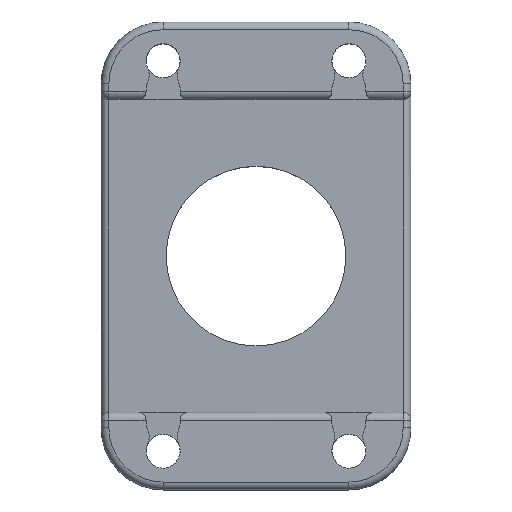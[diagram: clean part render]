
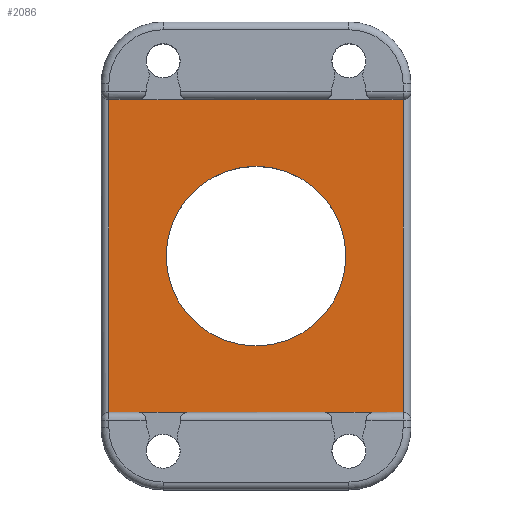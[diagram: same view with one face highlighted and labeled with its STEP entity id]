
A CAD part, top view. The second image highlights one B-rep face of the part: STEP entity #2086.
In plain terms, the highlighted planar face has unit normal (0, 0, 1).
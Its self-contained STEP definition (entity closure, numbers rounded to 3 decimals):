
#20=FACE_BOUND('',#325,.T.);
#86=PLANE('',#2338);
#202=FACE_OUTER_BOUND('',#324,.T.);
#324=EDGE_LOOP('',(#1891,#1892,#1893,#1894));
#325=EDGE_LOOP('',(#1895));
#360=LINE('',#3107,#527);
#410=LINE('',#3290,#577);
#415=LINE('',#3326,#582);
#474=LINE('',#3701,#641);
#527=VECTOR('',#2424,10.);
#577=VECTOR('',#2592,10.);
#582=VECTOR('',#2635,10.);
#641=VECTOR('',#2918,10.);
#782=CIRCLE('',#2339,5.8);
#818=VERTEX_POINT('',#3104);
#819=VERTEX_POINT('',#3106);
#893=VERTEX_POINT('',#3289);
#905=VERTEX_POINT('',#3325);
#972=VERTEX_POINT('',#3761);
#1018=EDGE_CURVE('',#819,#818,#360,.T.);
#1109=EDGE_CURVE('',#893,#818,#410,.T.);
#1127=EDGE_CURVE('',#819,#905,#415,.T.);
#1252=EDGE_CURVE('',#893,#905,#474,.T.);
#1280=EDGE_CURVE('',#972,#972,#782,.T.);
#1891=ORIENTED_EDGE('',*,*,#1127,.F.);
#1892=ORIENTED_EDGE('',*,*,#1018,.T.);
#1893=ORIENTED_EDGE('',*,*,#1109,.F.);
#1894=ORIENTED_EDGE('',*,*,#1252,.T.);
#1895=ORIENTED_EDGE('',*,*,#1280,.T.);
#2086=ADVANCED_FACE('',(#202,#20),#86,.T.);
#2338=AXIS2_PLACEMENT_3D('',#3760,#3005,#3006);
#2339=AXIS2_PLACEMENT_3D('',#3762,#3007,#3008);
#2424=DIRECTION('',(-1.,0.,0.));
#2592=DIRECTION('',(0.,1.,0.));
#2635=DIRECTION('',(0.,-1.,0.));
#2918=DIRECTION('',(1.,0.,0.));
#3005=DIRECTION('center_axis',(0.,0.,1.));
#3006=DIRECTION('ref_axis',(1.,0.,0.));
#3007=DIRECTION('center_axis',(0.,0.,-1.));
#3008=DIRECTION('ref_axis',(1.,0.,0.));
#3104=CARTESIAN_POINT('',(-9.5,10.1,5.));
#3106=CARTESIAN_POINT('',(9.5,10.1,5.));
#3107=CARTESIAN_POINT('',(-5.,10.1,5.));
#3289=CARTESIAN_POINT('',(-9.5,-10.1,5.));
#3290=CARTESIAN_POINT('',(-9.5,7.55,5.));
#3325=CARTESIAN_POINT('',(9.5,-10.1,5.));
#3326=CARTESIAN_POINT('',(9.5,-7.55,5.));
#3701=CARTESIAN_POINT('',(5.,-10.1,5.));
#3760=CARTESIAN_POINT('Origin',(0.,0.,
5.));
#3761=CARTESIAN_POINT('',(-5.8,0.,5.));
#3762=CARTESIAN_POINT('Origin',(0.,0.,5.));
